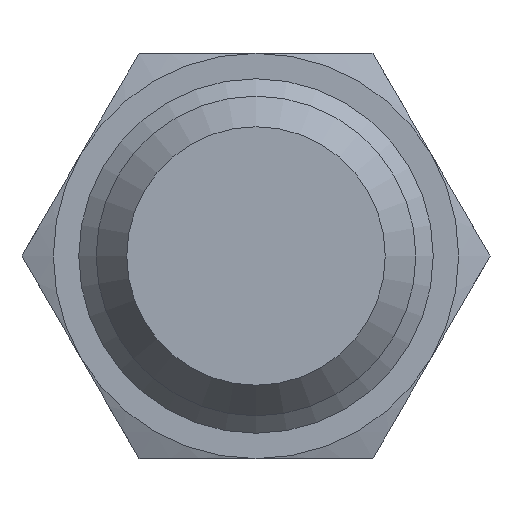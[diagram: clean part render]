
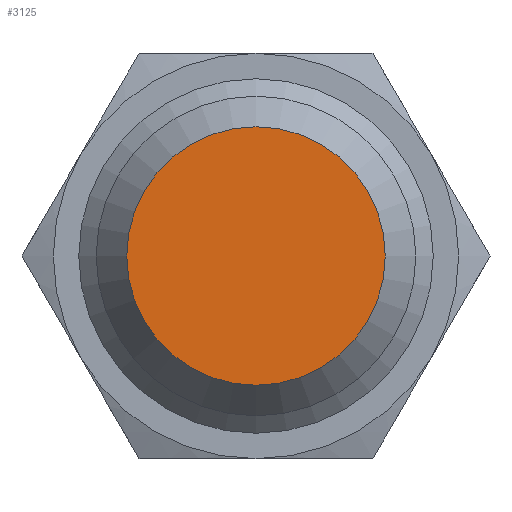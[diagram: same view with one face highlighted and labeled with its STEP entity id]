
A CAD part, left-side view. The second image highlights one B-rep face of the part: STEP entity #3125.
In plain terms, the highlighted planar face has unit normal (-1, 0, 0).
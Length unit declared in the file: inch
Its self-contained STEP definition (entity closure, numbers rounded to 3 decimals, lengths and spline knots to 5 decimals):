
#3109=CARTESIAN_POINT('',(-0.88,-0.6696,0.0));
#3110=DIRECTION('',(1.0,0.0,0.0));
#3111=DIRECTION('',(0.0,0.0,-1.0));
#3112=AXIS2_PLACEMENT_3D('',#3109,#3110,#3111);
#3113=PLANE('',#3112);
#3114=CARTESIAN_POINT('',(-0.88,0.,0.47836));
#3115=VERTEX_POINT('',#3114);
#3116=CARTESIAN_POINT('',(-0.88,0.,0.));
#3117=DIRECTION('',(1.0,0.0,0.0));
#3118=DIRECTION('',(0.0,0.0,-1.0));
#3119=AXIS2_PLACEMENT_3D('',#3116,#3117,#3118);
#3120=CIRCLE('',#3119,0.47836);
#3121=EDGE_CURVE('',#3115,#3115,#3120,.T.);
#3122=ORIENTED_EDGE('',*,*,#3121,.F.);
#3123=EDGE_LOOP('',(#3122));
#3124=FACE_OUTER_BOUND('',#3123,.T.);
#3125=ADVANCED_FACE('',(#3124),#3113,.F.);
